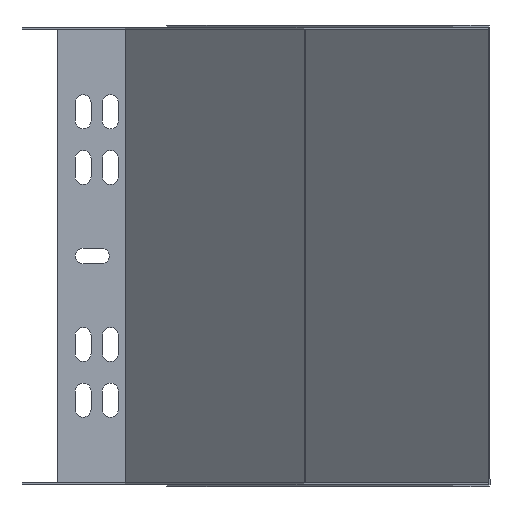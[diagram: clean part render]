
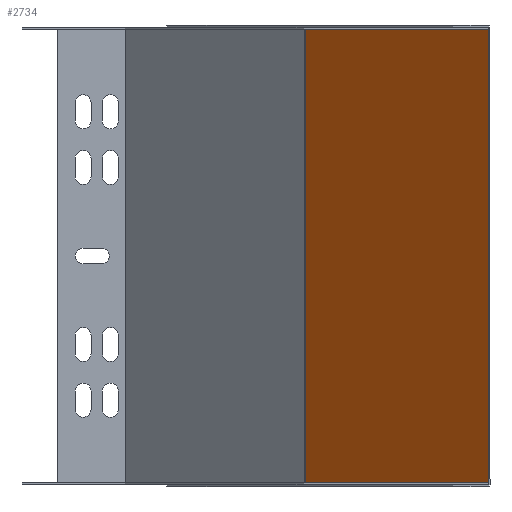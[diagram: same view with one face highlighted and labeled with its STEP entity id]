
A CAD part, front view. The second image highlights one B-rep face of the part: STEP entity #2734.
In plain terms, the highlighted planar face has unit normal (-0.707, -0.707, 0).
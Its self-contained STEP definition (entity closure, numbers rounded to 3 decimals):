
#115 = VERTEX_POINT ( 'NONE', #5373 ) ;
#122 = AXIS2_PLACEMENT_3D ( 'NONE', #3951, #8263, #4627 ) ;
#410 = ORIENTED_EDGE ( 'NONE', *, *, #1156, .T. ) ;
#513 = DIRECTION ( 'NONE',  ( 0., 0., 1. ) ) ;
#516 = VERTEX_POINT ( 'NONE', #5625 ) ;
#522 = EDGE_CURVE ( 'NONE', #3711, #2708, #5443, .T. ) ;
#577 = CARTESIAN_POINT ( 'NONE',  ( -16.745, 80.827, 20.029 ) ) ;
#766 = LINE ( 'NONE', #4615, #4284 ) ;
#951 = EDGE_CURVE ( 'NONE', #3711, #516, #766, .T. ) ;
#1136 = EDGE_CURVE ( 'NONE', #516, #115, #8025, .T. ) ;
#1156 = EDGE_CURVE ( 'NONE', #2708, #115, #6254, .T. ) ;
#2547 = CARTESIAN_POINT ( 'NONE',  ( 109.12, -45.038, 221.629 ) ) ;
#2708 = VERTEX_POINT ( 'NONE', #5856 ) ;
#2734 = ADVANCED_FACE ( 'NONE', ( #4986 ), #3258, .T. ) ;
#3258 = PLANE ( 'NONE',  #122 ) ;
#3666 = VECTOR ( 'NONE', #6191, 1000. ) ;
#3711 = VERTEX_POINT ( 'NONE', #577 ) ;
#3951 = CARTESIAN_POINT ( 'NONE',  ( 109.12, -45.038, 20.029 ) ) ;
#3998 = CARTESIAN_POINT ( 'NONE',  ( 109.12, -45.038, 20.029 ) ) ;
#4284 = VECTOR ( 'NONE', #5290, 1000. ) ;
#4391 = VECTOR ( 'NONE', #513, 1000. ) ;
#4615 = CARTESIAN_POINT ( 'NONE',  ( -16.745, 80.827, 20.029 ) ) ;
#4627 = DIRECTION ( 'NONE',  ( -0.707, 0.707, 0. ) ) ;
#4952 = EDGE_LOOP ( 'NONE', ( #6327, #7914, #8110, #410 ) ) ;
#4970 = CARTESIAN_POINT ( 'NONE',  ( 109.12, -45.038, 20.029 ) ) ;
#4986 = FACE_OUTER_BOUND ( 'NONE', #4952, .T. ) ;
#5290 = DIRECTION ( 'NONE',  ( 0., 0., 1. ) ) ;
#5322 = DIRECTION ( 'NONE',  ( 0.707, -0.707, 0. ) ) ;
#5373 = CARTESIAN_POINT ( 'NONE',  ( 109.12, -45.038, 221.629 ) ) ;
#5443 = LINE ( 'NONE', #4970, #3666 ) ;
#5625 = CARTESIAN_POINT ( 'NONE',  ( -16.745, 80.827, 221.629 ) ) ;
#5856 = CARTESIAN_POINT ( 'NONE',  ( 109.12, -45.038, 20.029 ) ) ;
#6191 = DIRECTION ( 'NONE',  ( 0.707, -0.707, 0. ) ) ;
#6254 = LINE ( 'NONE', #3998, #4391 ) ;
#6327 = ORIENTED_EDGE ( 'NONE', *, *, #1136, .F. ) ;
#7835 = VECTOR ( 'NONE', #5322, 1000. ) ;
#7914 = ORIENTED_EDGE ( 'NONE', *, *, #951, .F. ) ;
#8025 = LINE ( 'NONE', #2547, #7835 ) ;
#8110 = ORIENTED_EDGE ( 'NONE', *, *, #522, .T. ) ;
#8263 = DIRECTION ( 'NONE',  ( -0.707, -0.707, 0. ) ) ;
